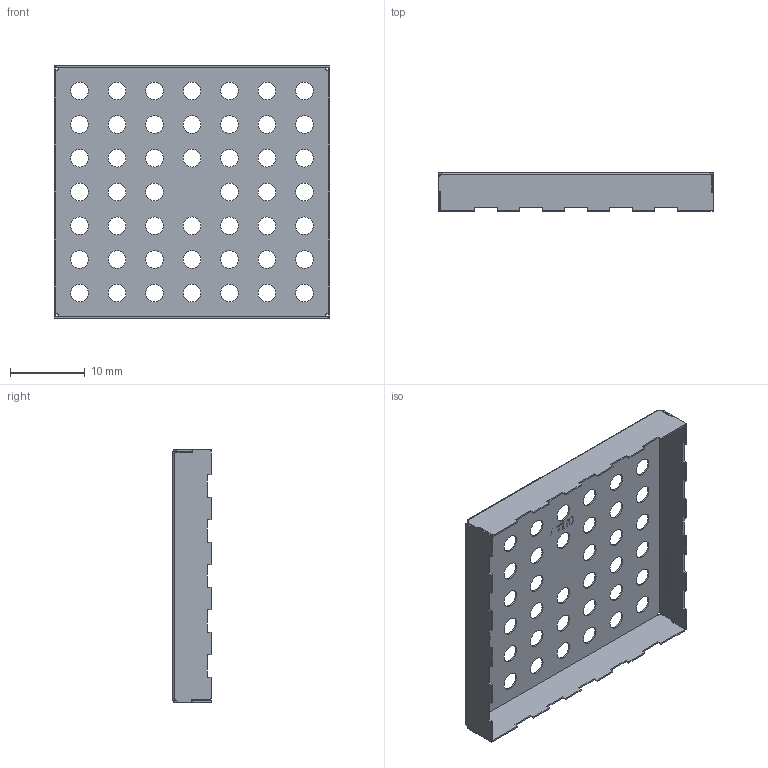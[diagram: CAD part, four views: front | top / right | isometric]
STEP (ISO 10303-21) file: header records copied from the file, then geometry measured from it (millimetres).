
FILE_DESCRIPTION((''),'2;1');
FILE_NAME('BMI-S-106','2020-06-24T12:57:58',('Tim.Wrona'),('LAIRD'),'CREO PARAMETRIC BY PTC INC, 2018020','CREO PARAMETRIC BY PTC INC, 2018020','');
FILE_SCHEMA(('AUTOMOTIVE_DESIGN { 1 0 10303 214 1 1 1 1 }'));
Length unit declared in the file: millimetre
Products named in the file (1): BMI-S-106
Bounding box: 36.83 x 5.08 x 33.68 mm (x, y, z)
Volume: 334.3 mm3; surface area: 3468.9 mm2
Topology: 1 solids, 1 shells, 601 faces, 1710 edges, 1132 vertices
Faces by surface type: plane 449, cylinder 136, bspline 16
Entity records: 20687 total; most frequent: CARTESIAN_POINT 4119, ORIENTED_EDGE 3420, DIRECTION 3145, EDGE_CURVE 1710, VECTOR 1430, LINE 1430, VERTEX_POINT 1132, AXIS2_PLACEMENT_3D 856
